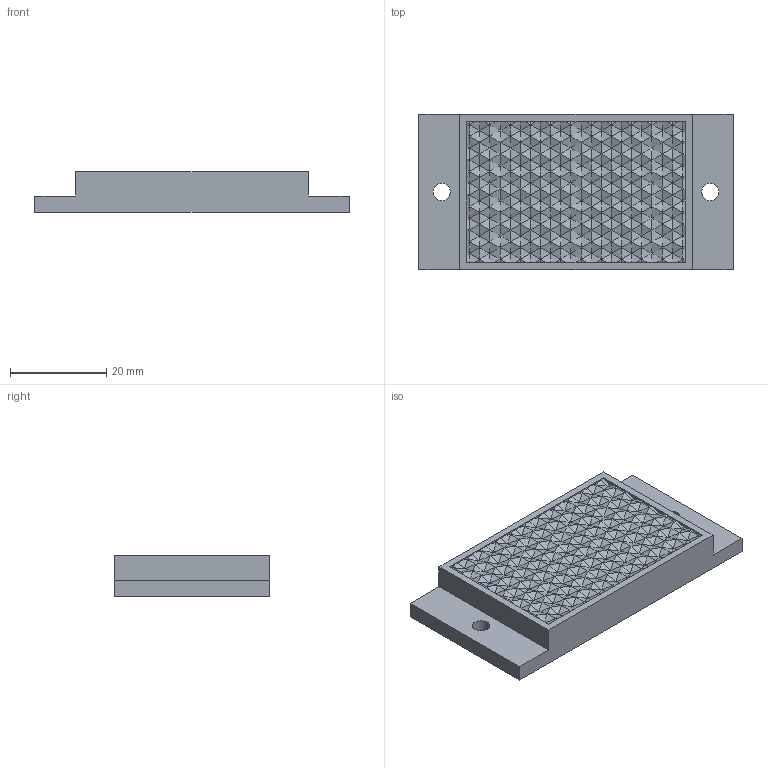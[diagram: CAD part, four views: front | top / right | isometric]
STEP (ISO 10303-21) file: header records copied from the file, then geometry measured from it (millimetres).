
FILE_DESCRIPTION(('Creo Elements/Direct Modeling STEP Export'),'2;1');
FILE_NAME('ER483.stp','2017-08-30T12:29:35',('Palle Edslev '),('EDSLEV A/S'),'Creo Elements/Direct Modeling STEP processor for AP214 (Solid Model)','Creo Elements/Direct Modeling 18.1H 24-Oct-2015 (C) Parametric Technology GmbH','');
FILE_SCHEMA(('AUTOMOTIVE_DESIGN { 1 0 10303 214 1 1 1 1 }'));
Length unit declared in the file: millimetre
Products named in the file (1): ER483
Bounding box: 65.2 x 32.14 x 8.46 mm (x, y, z)
Volume: 13926.8 mm3; surface area: 5881.7 mm2
Topology: 1 solids, 1 shells, 619 faces, 1053 edges, 438 vertices
Faces by surface type: plane 615, cylinder 4
Entity records: 13180 total; most frequent: DIRECTION 2277, ORIENTED_EDGE 2106, CARTESIAN_POINT 2096, EDGE_CURVE 1053, VECTOR 1039, LINE 1039, EDGE_LOOP 625, AXIS2_PLACEMENT_3D 619
